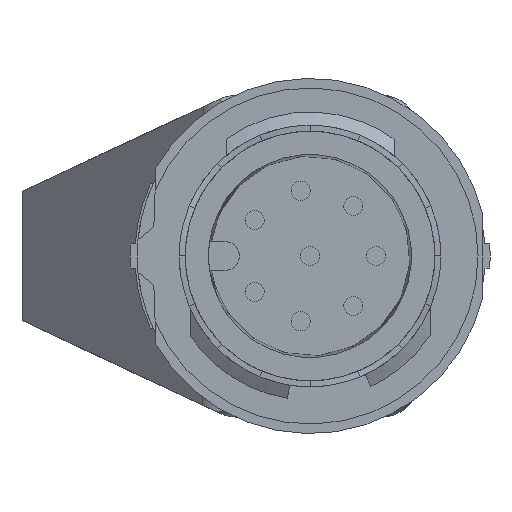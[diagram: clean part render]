
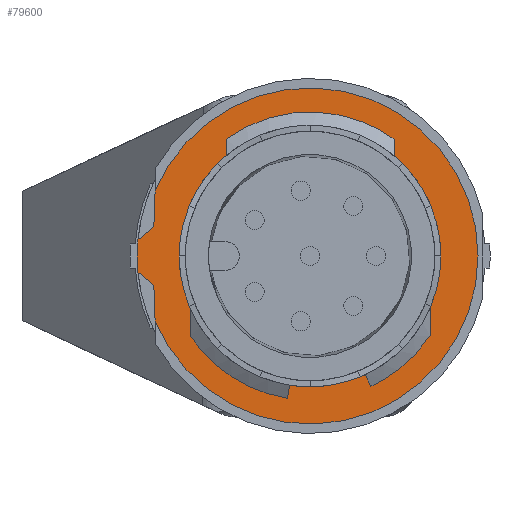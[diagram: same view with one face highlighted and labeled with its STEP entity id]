
A CAD part, left-side view. The second image highlights one B-rep face of the part: STEP entity #79600.
In plain terms, the highlighted planar face has unit normal (-1, 0, 0).
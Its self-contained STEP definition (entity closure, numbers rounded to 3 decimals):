
#76460=CARTESIAN_POINT('',(-37.678,7.2,
0.));
#76470=VERTEX_POINT('',#76460);
#76500=CARTESIAN_POINT('',(-37.678,0.,
0.));
#76510=DIRECTION('',(1.,0.,0.));
#76520=DIRECTION('',(0.,1.,0.));
#76530=AXIS2_PLACEMENT_3D('',#76500,#76510,#76520);
#76540=CIRCLE('',#76530,7.2);
#76550=CARTESIAN_POINT('',(-37.678,7.168,
-0.675));
#76560=VERTEX_POINT('',#76550);
#76570=EDGE_CURVE('',#76560,#76470,#76540,.T.);
#77460=CARTESIAN_POINT('',(-37.678,-6.975,
-12.128));
#77470=DIRECTION('',(0.,0.777,
0.629));
#77480=VECTOR('',#77470,1.);
#77490=LINE('',#77460,#77480);
#77500=CARTESIAN_POINT('',(-37.678,6.507,
-1.21));
#77510=VERTEX_POINT('',#77500);
#77520=EDGE_CURVE('',#77510,#76560,#77490,.T.);
#77790=CARTESIAN_POINT('',(-37.678,6.55,
0.));
#77800=DIRECTION('',(0.,0.035,
0.999));
#77810=VECTOR('',#77800,1.);
#77820=LINE('',#77790,#77810);
#77830=CARTESIAN_POINT('',(-37.678,6.455,
-2.708));
#77840=VERTEX_POINT('',#77830);
#77850=EDGE_CURVE('',#77840,#77510,#77820,.T.);
#78900=CARTESIAN_POINT('',(-37.678,0.,
0.));
#78910=DIRECTION('',(-1.,0.,0.));
#78920=DIRECTION('',(0.,0.,-1.));
#78930=AXIS2_PLACEMENT_3D('',#78900,#78910,#78920);
#78940=CIRCLE('',#78930,7.);
#78950=CARTESIAN_POINT('',(-37.678,6.455,
2.708));
#78960=VERTEX_POINT('',#78950);
#78970=EDGE_CURVE('',#77840,#78960,#78940,.T.);
#79160=CARTESIAN_POINT('',(-37.678,-6.225,
0.));
#79170=DIRECTION('',(-1.,0.,0.));
#79180=DIRECTION('',(0.,0.,-1.));
#79190=AXIS2_PLACEMENT_3D('',#79160,#79170,#79180);
#79200=PLANE('',#79190);
#79210=CARTESIAN_POINT('',(-37.678,0.,
0.));
#79220=DIRECTION('',(1.,0.,0.));
#79230=DIRECTION('',(0.,0.966,
0.259));
#79240=AXIS2_PLACEMENT_3D('',#79210,#79220,#79230);
#79250=CIRCLE('',#79240,5.45);
#79260=CARTESIAN_POINT('',(-37.678,5.264,
1.411));
#79270=VERTEX_POINT('',#79260);
#79280=CARTESIAN_POINT('',(-37.678,-5.264,
-1.411));
#79290=VERTEX_POINT('',#79280);
#79300=EDGE_CURVE('',#79270,#79290,#79250,.T.);
#79310=ORIENTED_EDGE('',*,*,#79300,.T.);
#79320=EDGE_CURVE('',#79290,#79270,#79250,.T.);
#79330=ORIENTED_EDGE('',*,*,#79320,.T.);
#79340=EDGE_LOOP('',(#79330,#79310));
#79350=FACE_BOUND('',#79340,.T.);
#79360=CARTESIAN_POINT('',(-37.678,-6.975,
12.128));
#79370=DIRECTION('',(0.,-0.777,
0.629));
#79380=VECTOR('',#79370,1.);
#79390=LINE('',#79360,#79380);
#79400=CARTESIAN_POINT('',(-37.678,7.168,
0.675));
#79410=VERTEX_POINT('',#79400);
#79420=CARTESIAN_POINT('',(-37.678,6.507,
1.21));
#79430=VERTEX_POINT('',#79420);
#79440=EDGE_CURVE('',#79410,#79430,#79390,.T.);
#79450=ORIENTED_EDGE('',*,*,#79440,.F.);
#79460=CARTESIAN_POINT('',(-37.678,6.55,
0.));
#79470=DIRECTION('',(0.,-0.035,
0.999));
#79480=VECTOR('',#79470,1.);
#79490=LINE('',#79460,#79480);
#79500=EDGE_CURVE('',#79430,#78960,#79490,.T.);
#79510=ORIENTED_EDGE('',*,*,#79500,.F.);
#79520=ORIENTED_EDGE('',*,*,#78970,.T.);
#79530=ORIENTED_EDGE('',*,*,#77850,.F.);
#79540=ORIENTED_EDGE('',*,*,#77520,.F.);
#79550=ORIENTED_EDGE('',*,*,#76570,.F.);
#79560=EDGE_CURVE('',#76470,#79410,#76540,.T.);
#79570=ORIENTED_EDGE('',*,*,#79560,.F.);
#79580=EDGE_LOOP('',(#79570,#79550,#79540,#79530,#79520,#79510,#79450));
#79590=FACE_OUTER_BOUND('',#79580,.T.);
#79600=ADVANCED_FACE('',(#79350,#79590),#79200,.T.);
